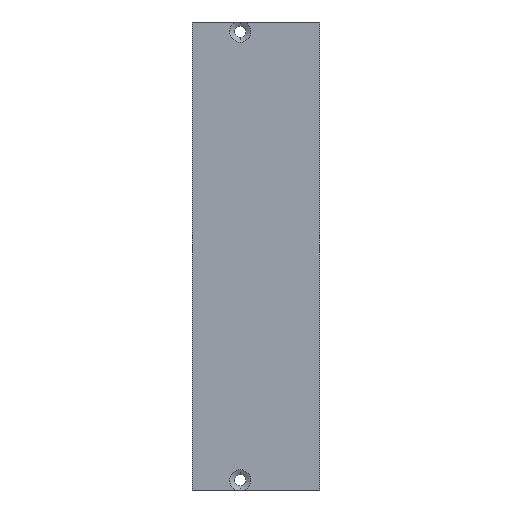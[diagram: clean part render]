
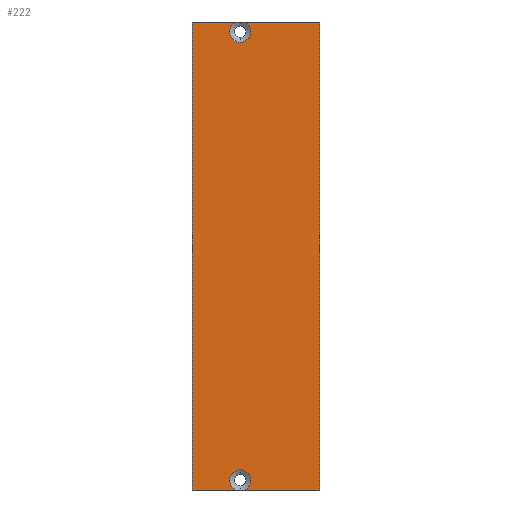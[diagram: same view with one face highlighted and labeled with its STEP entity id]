
A CAD part, front view. The second image highlights one B-rep face of the part: STEP entity #222.
In plain terms, the highlighted planar face has unit normal (0, -1, 0).
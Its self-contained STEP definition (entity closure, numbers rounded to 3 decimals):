
#1 = CARTESIAN_POINT ( 'NONE',  ( 24.3, 0., 44.5 ) ) ;
#3 = CARTESIAN_POINT ( 'NONE',  ( 24.3, 0., 44.5 ) ) ;
#9 = CARTESIAN_POINT ( 'NONE',  ( 9.15, 0., 42.65 ) ) ;
#19 = CARTESIAN_POINT ( 'NONE',  ( 24.3, 0., -44.5 ) ) ;
#20 = ORIENTED_EDGE ( 'NONE', *, *, #510, .F. ) ;
#22 = ORIENTED_EDGE ( 'NONE', *, *, #569, .F. ) ;
#25 = CARTESIAN_POINT ( 'NONE',  ( 9.15, 0., -42.65 ) ) ;
#44 = LINE ( 'NONE', #49, #79 ) ;
#49 = CARTESIAN_POINT ( 'NONE',  ( 24.3, 0., 44.5 ) ) ;
#53 = CARTESIAN_POINT ( 'NONE',  ( 0., 0., 44.5 ) ) ;
#55 = VERTEX_POINT ( 'NONE', #540 ) ;
#56 = AXIS2_PLACEMENT_3D ( 'NONE', #9, #541, #270 ) ;
#68 = CIRCLE ( 'NONE', #475, 2. ) ;
#70 = ORIENTED_EDGE ( 'NONE', *, *, #449, .F. ) ;
#73 = LINE ( 'NONE', #437, #402 ) ;
#74 = ORIENTED_EDGE ( 'NONE', *, *, #281, .T. ) ;
#78 = CARTESIAN_POINT ( 'NONE',  ( 0., 0., -44.5 ) ) ;
#79 = VECTOR ( 'NONE', #100, 1000. ) ;
#80 = VECTOR ( 'NONE', #99, 1000. ) ;
#81 = VERTEX_POINT ( 'NONE', #537 ) ;
#98 = CARTESIAN_POINT ( 'NONE',  ( 9.91, 0., -44.5 ) ) ;
#99 = DIRECTION ( 'NONE',  ( 0., 0., -1. ) ) ;
#100 = DIRECTION ( 'NONE',  ( 1., 0., 0. ) ) ;
#102 = CARTESIAN_POINT ( 'NONE',  ( 9.15, 0., 40.65 ) ) ;
#140 = DIRECTION ( 'NONE',  ( 1., 0., 0. ) ) ;
#141 = VECTOR ( 'NONE', #140, 1000. ) ;
#148 = VECTOR ( 'NONE', #399, 1000. ) ;
#151 = ORIENTED_EDGE ( 'NONE', *, *, #593, .T. ) ;
#171 = VERTEX_POINT ( 'NONE', #551 ) ;
#173 = VERTEX_POINT ( 'NONE', #376 ) ;
#175 = LINE ( 'NONE', #547, #309 ) ;
#191 = VERTEX_POINT ( 'NONE', #3 ) ;
#200 = DIRECTION ( 'NONE',  ( 0., -1., 0. ) ) ;
#208 = CARTESIAN_POINT ( 'NONE',  ( 9.15, 0., 42.65 ) ) ;
#218 = ORIENTED_EDGE ( 'NONE', *, *, #525, .F. ) ;
#222 = ADVANCED_FACE ( 'NONE', ( #460 ), #367, .F. ) ;
#237 = VERTEX_POINT ( 'NONE', #98 ) ;
#240 = EDGE_CURVE ( 'NONE', #55, #427, #504, .T. ) ;
#258 = CARTESIAN_POINT ( 'NONE',  ( 24.3, 0., 44.5 ) ) ;
#270 = DIRECTION ( 'NONE',  ( 0., 0., -1. ) ) ;
#281 = EDGE_CURVE ( 'NONE', #237, #393, #330, .T. ) ;
#307 = VERTEX_POINT ( 'NONE', #102 ) ;
#309 = VECTOR ( 'NONE', #495, 1000. ) ;
#330 = LINE ( 'NONE', #506, #141 ) ;
#343 = ORIENTED_EDGE ( 'NONE', *, *, #545, .F. ) ;
#345 = LINE ( 'NONE', #258, #148 ) ;
#365 = AXIS2_PLACEMENT_3D ( 'NONE', #1, #407, #369 ) ;
#367 = PLANE ( 'NONE',  #365 ) ;
#369 = DIRECTION ( 'NONE',  ( -1., 0., 0. ) ) ;
#376 = CARTESIAN_POINT ( 'NONE',  ( 9.91, 0., 44.5 ) ) ;
#388 = DIRECTION ( 'NONE',  ( 0., 0., -1. ) ) ;
#393 = VERTEX_POINT ( 'NONE', #19 ) ;
#399 = DIRECTION ( 'NONE',  ( 1., 0., 0. ) ) ;
#402 = VECTOR ( 'NONE', #428, 1000. ) ;
#403 = DIRECTION ( 'NONE',  ( 0., 0., -1. ) ) ;
#407 = DIRECTION ( 'NONE',  ( 0., 1., 0. ) ) ;
#415 = AXIS2_PLACEMENT_3D ( 'NONE', #25, #200, #388 ) ;
#427 = VERTEX_POINT ( 'NONE', #78 ) ;
#428 = DIRECTION ( 'NONE',  ( 0., 0., -1. ) ) ;
#437 = CARTESIAN_POINT ( 'NONE',  ( 24.3, 0., 44.5 ) ) ;
#449 = EDGE_CURVE ( 'NONE', #307, #173, #68, .T. ) ;
#460 = FACE_OUTER_BOUND ( 'NONE', #567, .T. ) ;
#475 = AXIS2_PLACEMENT_3D ( 'NONE', #208, #484, #403 ) ;
#484 = DIRECTION ( 'NONE',  ( 0., -1., 0. ) ) ;
#490 = ORIENTED_EDGE ( 'NONE', *, *, #563, .F. ) ;
#495 = DIRECTION ( 'NONE',  ( 1., 0., 0. ) ) ;
#504 = LINE ( 'NONE', #53, #80 ) ;
#506 = CARTESIAN_POINT ( 'NONE',  ( 24.3, 0., -44.5 ) ) ;
#510 = EDGE_CURVE ( 'NONE', #173, #191, #345, .T. ) ;
#520 = ORIENTED_EDGE ( 'NONE', *, *, #240, .T. ) ;
#525 = EDGE_CURVE ( 'NONE', #191, #393, #73, .T. ) ;
#537 = CARTESIAN_POINT ( 'NONE',  ( 8.39, 0., -44.5 ) ) ;
#540 = CARTESIAN_POINT ( 'NONE',  ( 0., 0., 44.5 ) ) ;
#541 = DIRECTION ( 'NONE',  ( 0., -1., 0. ) ) ;
#545 = EDGE_CURVE ( 'NONE', #237, #81, #586, .T. ) ;
#547 = CARTESIAN_POINT ( 'NONE',  ( 24.3, 0., -44.5 ) ) ;
#551 = CARTESIAN_POINT ( 'NONE',  ( 8.39, 0., 44.5 ) ) ;
#555 = CIRCLE ( 'NONE', #56, 2. ) ;
#563 = EDGE_CURVE ( 'NONE', #171, #307, #555, .T. ) ;
#567 = EDGE_LOOP ( 'NONE', ( #490, #22, #520, #151, #343, #74, #218, #20, #70 ) ) ;
#569 = EDGE_CURVE ( 'NONE', #55, #171, #44, .T. ) ;
#586 = CIRCLE ( 'NONE', #415, 2. ) ;
#593 = EDGE_CURVE ( 'NONE', #427, #81, #175, .T. ) ;
